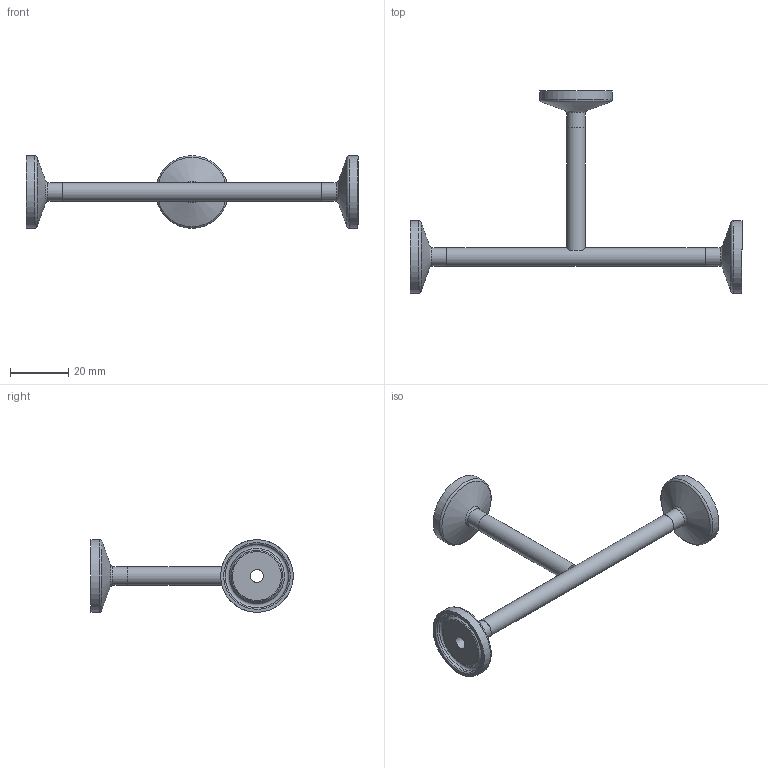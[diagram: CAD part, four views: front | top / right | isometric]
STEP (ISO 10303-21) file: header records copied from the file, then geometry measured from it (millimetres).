
FILE_DESCRIPTION(('Hygienic Clamp Joint Straight Tee_6,35x0,89_L114,4_l57,2_V00'),'2;1');
FILE_NAME('Hygienic Clamp Joint Straight Tee_6,35x0,89_L114,4_l57,2_V00.stp','2013-11-03T19:35:35',('DOCKWEILER AG'),('DOCKWEILER AG'),'Autodesk Inventor 2012','Autodesk Inventor 2012','');
FILE_SCHEMA(('CONFIG_CONTROL_DESIGN'));
Length unit declared in the file: millimetre
Products named in the file (3): N0010_001_002_001; N0010_001_001_001_01; N0003_003_001_06
Assembly tree (4 placements, depth 2):
  N0010_001_002_001
    N0010_001_001_001_01
    N0003_003_001_06  x3
Bounding box: 114.4 x 69.66 x 25 mm (x, y, z)
Volume: 8045.2 mm3; surface area: 9610.1 mm2
Topology: 5 solids, 5 shells, 58 faces, 120 edges, 73 vertices
Faces by surface type: cylinder 20, plane 17, torus 15, cone 6
Full cylindrical faces by diameter (mm): 4.57 x5, 6.35 x5, 21.92 x3, 25 x3
Entity records: 915 total; most frequent: DIRECTION 154, CARTESIAN_POINT 148, ORIENTED_EDGE 98, AXIS2_PLACEMENT_3D 73, EDGE_LOOP 54, EDGE_CURVE 49, VERTEX_POINT 41, STYLED_ITEM 33
